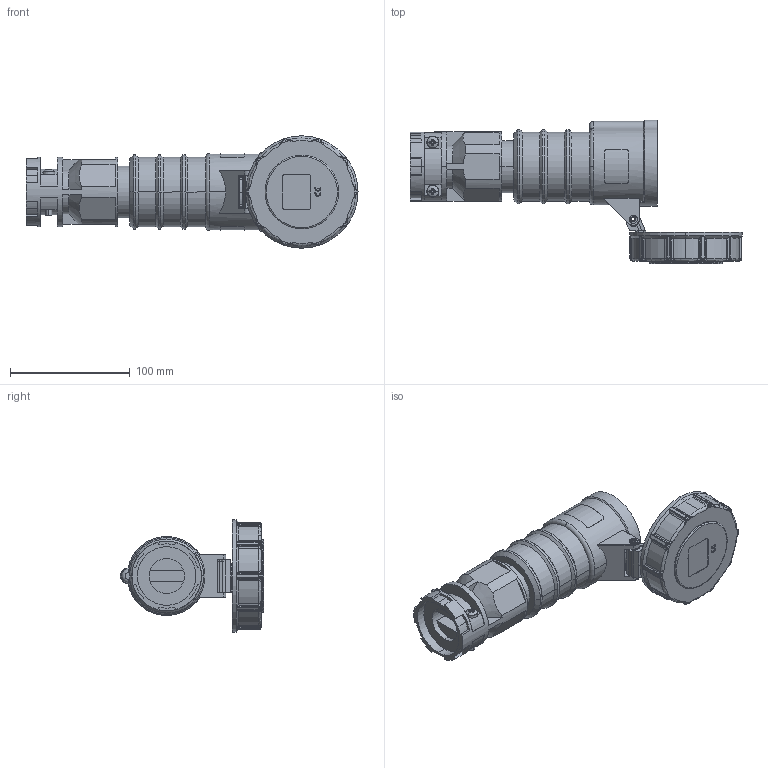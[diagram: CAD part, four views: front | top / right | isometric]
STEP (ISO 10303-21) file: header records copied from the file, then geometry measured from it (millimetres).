
FILE_DESCRIPTION (( 'STEP AP203' ), '1' );
FILE_NAME ('BRY330C4W.step', '2022-08-17T20:04:20', ( '' ), ( '' ), 'SwSTEP 2.0', 'SolidWorks 2021', '' );
FILE_SCHEMA (( 'CONFIG_CONTROL_DESIGN' ));
Length unit declared in the file: millimetre
Products named in the file (1): BRY330C4W
Bounding box: 277.7 x 120.05 x 94 mm (x, y, z)
Volume: 578977.1 mm3; surface area: 115441 mm2
Topology: 7 solids, 7 shells, 831 faces, 2237 edges, 1407 vertices
Faces by surface type: plane 281, cylinder 265, cone 107, bspline 90, torus 84, sphere 4
Entity records: 29889 total; most frequent: CARTESIAN_POINT 10105, ORIENTED_EDGE 4386, DIRECTION 3807, EDGE_CURVE 2193, AXIS2_PLACEMENT_3D 1448, VERTEX_POINT 1407, LINE 911, VECTOR 911
